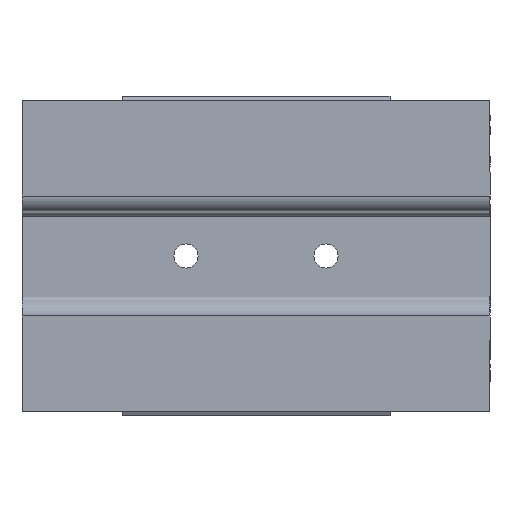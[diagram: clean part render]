
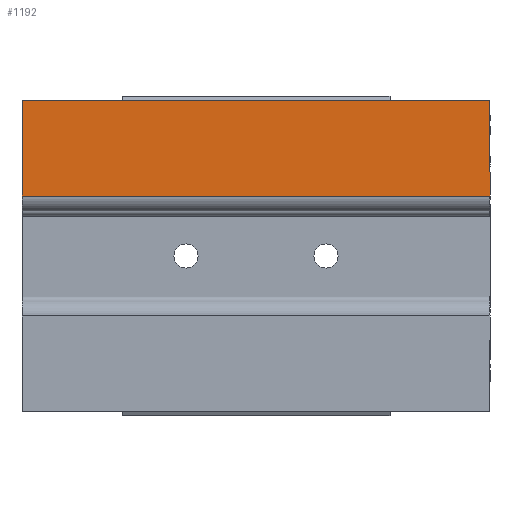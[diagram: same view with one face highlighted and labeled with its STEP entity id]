
A CAD part, front view. The second image highlights one B-rep face of the part: STEP entity #1192.
In plain terms, the highlighted planar face has unit normal (0, -1, 0).
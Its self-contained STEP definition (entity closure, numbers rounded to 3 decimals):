
#957 = EDGE_CURVE ( 'NONE', #14279, #14980, #18007, .T. ) ;
#1166 = EDGE_LOOP ( 'NONE', ( #1193, #5312, #5313, #5295 ) ) ;
#1192 = ADVANCED_FACE ( 'NONE', ( #20720 ), #20722, .T. ) ;
#1193 = ORIENTED_EDGE ( 'NONE', *, *, #15024, .F. ) ;
#5295 = ORIENTED_EDGE ( 'NONE', *, *, #5518, .T. ) ;
#5312 = ORIENTED_EDGE ( 'NONE', *, *, #957, .F. ) ;
#5313 = ORIENTED_EDGE ( 'NONE', *, *, #14045, .T. ) ;
#5518 = EDGE_CURVE ( 'NONE', #13954, #15071, #18959, .T. ) ;
#7123 = DIRECTION ( 'NONE',  ( 1., 0., 0. ) ) ;
#7124 = VECTOR ( 'NONE', #7123, 1000. ) ;
#7126 = CARTESIAN_POINT ( 'NONE',  ( -28.35, 1., 3.9 ) ) ;
#7127 = LINE ( 'NONE', #7126, #7124 ) ;
#7267 = CARTESIAN_POINT ( 'NONE',  ( -19.15, 1., 3.9 ) ) ;
#7371 = CARTESIAN_POINT ( 'NONE',  ( -19.15, 1., 1.5 ) ) ;
#7506 = DIRECTION ( 'NONE',  ( 1., 0., 0. ) ) ;
#7507 = VECTOR ( 'NONE', #7506, 1000. ) ;
#7508 = CARTESIAN_POINT ( 'NONE',  ( -60., 1., 1.5 ) ) ;
#7509 = LINE ( 'NONE', #7508, #7507 ) ;
#7950 = CARTESIAN_POINT ( 'NONE',  ( -30.85, 1., 1.5 ) ) ;
#8480 = CARTESIAN_POINT ( 'NONE',  ( -30.85, 1., 3.9 ) ) ;
#13954 = VERTEX_POINT ( 'NONE', #7371 ) ;
#14045 = EDGE_CURVE ( 'NONE', #14279, #13954, #7509, .T. ) ;
#14279 = VERTEX_POINT ( 'NONE', #7950 ) ;
#14980 = VERTEX_POINT ( 'NONE', #8480 ) ;
#15024 = EDGE_CURVE ( 'NONE', #14980, #15071, #7127, .T. ) ;
#15071 = VERTEX_POINT ( 'NONE', #7267 ) ;
#17935 = DIRECTION ( 'NONE',  ( 0., 0., 1. ) ) ;
#17936 = CARTESIAN_POINT ( 'NONE',  ( -30.85, 1., -3.9 ) ) ;
#18007 = LINE ( 'NONE', #17936, #18040 ) ;
#18040 = VECTOR ( 'NONE', #17935, 1000. ) ;
#18957 = DIRECTION ( 'NONE',  ( 0., 0., 1. ) ) ;
#18958 = CARTESIAN_POINT ( 'NONE',  ( -19.15, 1., -3.9 ) ) ;
#18959 = LINE ( 'NONE', #18958, #18983 ) ;
#18983 = VECTOR ( 'NONE', #18957, 1000. ) ;
#20637 = DIRECTION ( 'NONE',  ( 0., 0., -1. ) ) ;
#20638 = DIRECTION ( 'NONE',  ( 0., -1., 0. ) ) ;
#20639 = CARTESIAN_POINT ( 'NONE',  ( -28.35, 1., 3.9 ) ) ;
#20640 = AXIS2_PLACEMENT_3D ( 'NONE', #20639, #20638, #20637 ) ;
#20720 = FACE_OUTER_BOUND ( 'NONE', #1166, .T. ) ;
#20722 = PLANE ( 'NONE',  #20640 ) ;
